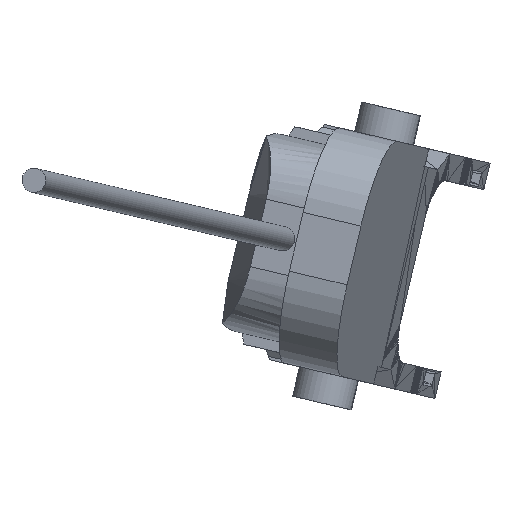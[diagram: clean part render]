
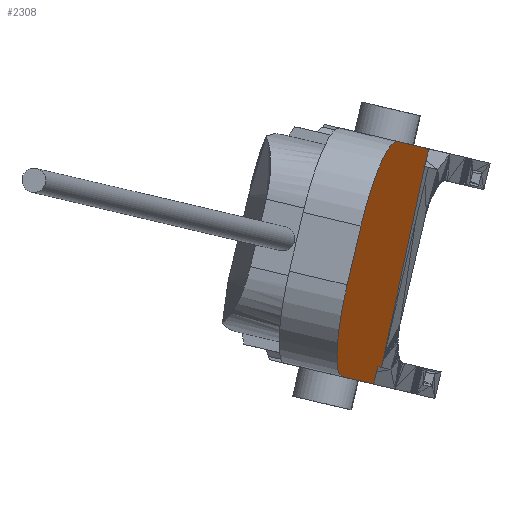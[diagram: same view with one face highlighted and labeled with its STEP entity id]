
A CAD part, front view. The second image highlights one B-rep face of the part: STEP entity #2308.
In plain terms, the highlighted planar face has unit normal (0.958, -0.178, -0.225).
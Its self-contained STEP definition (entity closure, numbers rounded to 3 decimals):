
#48 = AXIS2_PLACEMENT_3D ( 'NONE', #20664, #9189, #9771 ) ;
#704 = VERTEX_POINT ( 'NONE', #28371 ) ;
#803 = ORIENTED_EDGE ( 'NONE', *, *, #14697, .F. ) ;
#966 = VERTEX_POINT ( 'NONE', #27612 ) ;
#1101 = EDGE_CURVE ( 'NONE', #27507, #20361, #4014, .T. ) ;
#1208 = DIRECTION ( 'NONE',  ( -0.174, -0.984, 0.041 ) ) ;
#1214 = DIRECTION ( 'NONE',  ( 0.958, -0.178, -0.224 ) ) ;
#1247 = DIRECTION ( 'NONE',  ( -0.228, 0., -0.974 ) ) ;
#2308 = ADVANCED_FACE ( 'NONE', ( #27452 ), #7463, .F. ) ;
#2702 = EDGE_CURVE ( 'NONE', #9329, #704, #25577, .T. ) ;
#2810 = EDGE_CURVE ( 'NONE', #9329, #16976, #6327, .T. ) ;
#3023 = VECTOR ( 'NONE', #1208, 1000. ) ;
#4014 = LINE ( 'NONE', #24589, #13264 ) ;
#4729 = VERTEX_POINT ( 'NONE', #12174 ) ;
#5076 = DIRECTION ( 'NONE',  ( 0.228, 0., 0.974 ) ) ;
#5134 = VECTOR ( 'NONE', #23344, 1000. ) ;
#5675 = CARTESIAN_POINT ( 'NONE',  ( -76.446, 567.103, -7.579 ) ) ;
#6256 = CIRCLE ( 'NONE', #48, 30. ) ;
#6260 = ORIENTED_EDGE ( 'NONE', *, *, #27340, .T. ) ;
#6327 = LINE ( 'NONE', #8111, #15605 ) ;
#6923 = ORIENTED_EDGE ( 'NONE', *, *, #24157, .F. ) ;
#7093 = EDGE_CURVE ( 'NONE', #4729, #20361, #6256, .T. ) ;
#7118 = VERTEX_POINT ( 'NONE', #19168 ) ;
#7185 = LINE ( 'NONE', #29411, #15791 ) ;
#7463 = PLANE ( 'NONE',  #14227 ) ;
#8111 = CARTESIAN_POINT ( 'NONE',  ( -59.564, 567.103, 64.47 ) ) ;
#8206 = VECTOR ( 'NONE', #19390, 1000. ) ;
#9189 = DIRECTION ( 'NONE',  ( 0.958, -0.178, -0.224 ) ) ;
#9329 = VERTEX_POINT ( 'NONE', #18108 ) ;
#9703 = CARTESIAN_POINT ( 'NONE',  ( -55.087, 644.248, 22.337 ) ) ;
#9771 = DIRECTION ( 'NONE',  ( 0.228, 0., 0.974 ) ) ;
#9890 = CARTESIAN_POINT ( 'NONE',  ( -77.815, 567.103, -13.421 ) ) ;
#9949 = LINE ( 'NONE', #20836, #25149 ) ;
#10010 = LINE ( 'NONE', #27622, #18280 ) ;
#10283 = LINE ( 'NONE', #5675, #8206 ) ;
#10297 = VERTEX_POINT ( 'NONE', #15081 ) ;
#10588 = CARTESIAN_POINT ( 'NONE',  ( -83.02, 537.584, -12.201 ) ) ;
#11741 = ORIENTED_EDGE ( 'NONE', *, *, #12199, .T. ) ;
#12174 = CARTESIAN_POINT ( 'NONE',  ( -86.586, 478.544, 19.447 ) ) ;
#12199 = EDGE_CURVE ( 'NONE', #7118, #15627, #22182, .T. ) ;
#12269 = ORIENTED_EDGE ( 'NONE', *, *, #7093, .T. ) ;
#12295 = CARTESIAN_POINT ( 'NONE',  ( -59.564, 567.103, 64.47 ) ) ;
#12547 = DIRECTION ( 'NONE',  ( 0.228, 0., 0.974 ) ) ;
#13264 = VECTOR ( 'NONE', #22205, 1000. ) ;
#14227 = AXIS2_PLACEMENT_3D ( 'NONE', #9703, #16131, #5076 ) ;
#14697 = EDGE_CURVE ( 'NONE', #10297, #27507, #14797, .T. ) ;
#14797 = LINE ( 'NONE', #9890, #3023 ) ;
#15081 = CARTESIAN_POINT ( 'NONE',  ( -77.815, 567.103, -13.421 ) ) ;
#15605 = VECTOR ( 'NONE', #1247, 1000. ) ;
#15627 = VERTEX_POINT ( 'NONE', #28700 ) ;
#15791 = VECTOR ( 'NONE', #24931, 1000. ) ;
#16131 = DIRECTION ( 'NONE',  ( -0.958, 0.178, 0.224 ) ) ;
#16335 = ORIENTED_EDGE ( 'NONE', *, *, #2702, .T. ) ;
#16634 = CARTESIAN_POINT ( 'NONE',  ( -60.933, 567.103, 58.628 ) ) ;
#16976 = VERTEX_POINT ( 'NONE', #16634 ) ;
#17268 = LINE ( 'NONE', #17700, #17531 ) ;
#17531 = VECTOR ( 'NONE', #24254, 1000. ) ;
#17700 = CARTESIAN_POINT ( 'NONE',  ( -60.933, 567.103, 58.628 ) ) ;
#18058 = VERTEX_POINT ( 'NONE', #23046 ) ;
#18108 = CARTESIAN_POINT ( 'NONE',  ( -59.564, 567.103, 64.47 ) ) ;
#18280 = VECTOR ( 'NONE', #23137, 1000. ) ;
#18877 = EDGE_CURVE ( 'NONE', #18058, #966, #9949, .T. ) ;
#19168 = CARTESIAN_POINT ( 'NONE',  ( -69.974, 508.064, 66.909 ) ) ;
#19390 = DIRECTION ( 'NONE',  ( -0.228, 0., -0.974 ) ) ;
#19943 = ORIENTED_EDGE ( 'NONE', *, *, #2810, .F. ) ;
#20337 = ORIENTED_EDGE ( 'NONE', *, *, #29369, .F. ) ;
#20361 = VERTEX_POINT ( 'NONE', #28181 ) ;
#20664 = CARTESIAN_POINT ( 'NONE',  ( -81.381, 508.064, 18.228 ) ) ;
#20836 = CARTESIAN_POINT ( 'NONE',  ( -75.231, 573.991, -7.863 ) ) ;
#22182 = CIRCLE ( 'NONE', #25514, 30. ) ;
#22205 = DIRECTION ( 'NONE',  ( -0.174, -0.984, 0.041 ) ) ;
#23046 = CARTESIAN_POINT ( 'NONE',  ( -75.231, 573.991, -7.863 ) ) ;
#23137 = DIRECTION ( 'NONE',  ( -0.174, -0.984, 0.041 ) ) ;
#23344 = DIRECTION ( 'NONE',  ( -0.174, -0.984, 0.041 ) ) ;
#24157 = EDGE_CURVE ( 'NONE', #4729, #15627, #7185, .T. ) ;
#24254 = DIRECTION ( 'NONE',  ( -0.209, 0.101, -0.973 ) ) ;
#24589 = CARTESIAN_POINT ( 'NONE',  ( -77.815, 567.103, -13.421 ) ) ;
#24931 = DIRECTION ( 'NONE',  ( 0.228, 0., 0.974 ) ) ;
#25149 = VECTOR ( 'NONE', #25605, 1000. ) ;
#25164 = EDGE_CURVE ( 'NONE', #966, #10297, #10283, .T. ) ;
#25459 = EDGE_LOOP ( 'NONE', ( #6923, #12269, #27680, #803, #29484, #29422, #20337, #19943, #16335, #6260, #11741 ) ) ;
#25514 = AXIS2_PLACEMENT_3D ( 'NONE', #28519, #1214, #12547 ) ;
#25577 = LINE ( 'NONE', #12295, #5134 ) ;
#25605 = DIRECTION ( 'NONE',  ( -0.174, -0.984, 0.041 ) ) ;
#27340 = EDGE_CURVE ( 'NONE', #704, #7118, #10010, .T. ) ;
#27452 = FACE_OUTER_BOUND ( 'NONE', #25459, .T. ) ;
#27507 = VERTEX_POINT ( 'NONE', #10588 ) ;
#27612 = CARTESIAN_POINT ( 'NONE',  ( -76.446, 567.103, -7.579 ) ) ;
#27622 = CARTESIAN_POINT ( 'NONE',  ( -59.564, 567.103, 64.47 ) ) ;
#27680 = ORIENTED_EDGE ( 'NONE', *, *, #1101, .F. ) ;
#28181 = CARTESIAN_POINT ( 'NONE',  ( -88.225, 508.064, -10.981 ) ) ;
#28371 = CARTESIAN_POINT ( 'NONE',  ( -64.769, 537.584, 65.689 ) ) ;
#28519 = CARTESIAN_POINT ( 'NONE',  ( -76.818, 508.064, 37.7 ) ) ;
#28700 = CARTESIAN_POINT ( 'NONE',  ( -82.024, 478.544, 38.92 ) ) ;
#29369 = EDGE_CURVE ( 'NONE', #16976, #18058, #17268, .T. ) ;
#29411 = CARTESIAN_POINT ( 'NONE',  ( -93.43, 478.544, -9.762 ) ) ;
#29422 = ORIENTED_EDGE ( 'NONE', *, *, #18877, .F. ) ;
#29484 = ORIENTED_EDGE ( 'NONE', *, *, #25164, .F. ) ;
